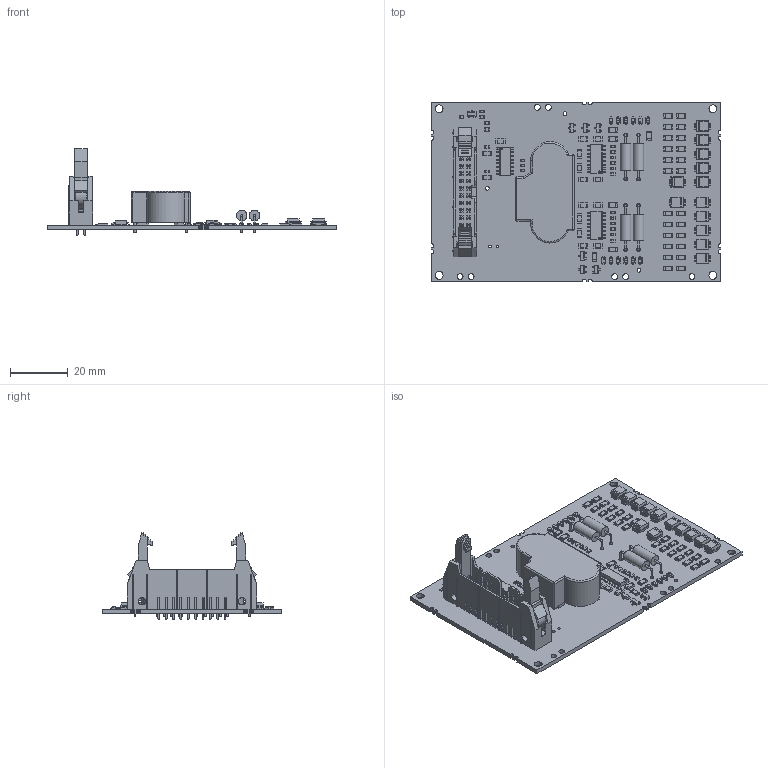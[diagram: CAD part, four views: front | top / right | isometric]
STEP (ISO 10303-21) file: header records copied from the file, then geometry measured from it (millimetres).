
FILE_DESCRIPTION(/* description */ ('Alibre Inc.'),/* implementation_level */ '2;1');
FILE_NAME(/* name */ 'export0',/* time_stamp */ '2014-03-20T09:34:32+01:00',/* author */ (''),/* organization */ (''),/* preprocessor_version */ 'ST-DEVELOPER v14',/* originating_system */ 'Alibre',/* authorisation */ '');
FILE_SCHEMA (('AUTOMOTIVE_DESIGN'));
Length unit declared in the file: millimetre
Bounding box: 100.08 x 61.98 x 29.99 mm (x, y, z)
Volume: 19824.2 mm3; surface area: 25647.1 mm2
Topology: 460 solids, 460 shells, 6841 faces, 16815 edges, 10743 vertices
Faces by surface type: plane 5701, cylinder 907, bspline 206, sphere 13, torus 10, cone 4
Full cylindrical faces by diameter (mm): 0.6 x24, 0.8 x28, 0.9 x2, 1 x3, 1.1 x20, 1.3 x25, 2 x7, 2.7 x4, 2.8 x2, 3.65 x4
Entity records: 58743 total; most frequent: CARTESIAN_POINT 11081, ORIENTED_EDGE 9266, DIRECTION 8385, EDGE_CURVE 4633, VECTOR 3938, LINE 3938, VERTEX_POINT 3004, AXIS2_PLACEMENT_3D 2912
